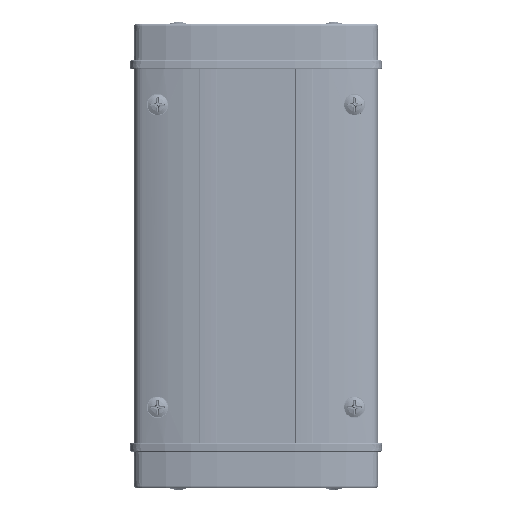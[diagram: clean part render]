
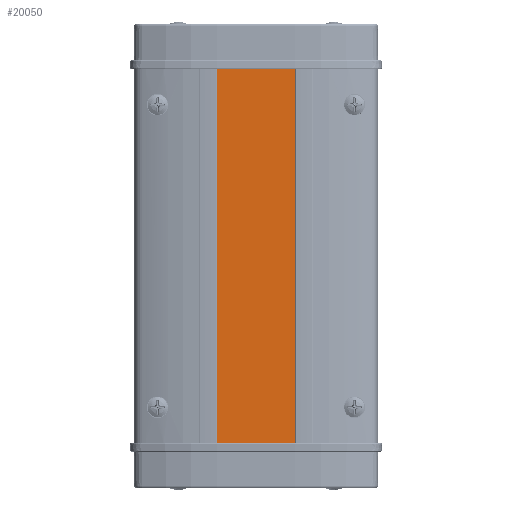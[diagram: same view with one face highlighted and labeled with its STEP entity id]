
A CAD part, left-side view. The second image highlights one B-rep face of the part: STEP entity #20050.
In plain terms, the highlighted planar face has unit normal (-1, 0, 0).
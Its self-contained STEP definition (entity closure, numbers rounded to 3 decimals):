
#748=PLANE('',#21353);
#1509=LINE('',#29129,#3057);
#1753=LINE('',#29684,#3301);
#1923=LINE('',#30060,#3471);
#1925=LINE('',#30065,#3473);
#3057=VECTOR('',#23139,10.);
#3301=VECTOR('',#23457,10.);
#3471=VECTOR('',#23985,10.);
#3473=VECTOR('',#23993,10.);
#4738=FACE_OUTER_BOUND('',#5818,.T.);
#5818=EDGE_LOOP('',(#14561,#14562,#14563,#14564));
#8348=VERTEX_POINT('',#29126);
#8349=VERTEX_POINT('',#29128);
#8622=VERTEX_POINT('',#29681);
#8623=VERTEX_POINT('',#29683);
#10406=EDGE_CURVE('',#8349,#8348,#1509,.T.);
#10686=EDGE_CURVE('',#8623,#8622,#1753,.T.);
#10875=EDGE_CURVE('',#8623,#8348,#1923,.T.);
#10877=EDGE_CURVE('',#8622,#8349,#1925,.T.);
#14561=ORIENTED_EDGE('',*,*,#10406,.T.);
#14562=ORIENTED_EDGE('',*,*,#10875,.F.);
#14563=ORIENTED_EDGE('',*,*,#10686,.T.);
#14564=ORIENTED_EDGE('',*,*,#10877,.T.);
#20050=ADVANCED_FACE('',(#4738),#748,.T.);
#21353=AXIS2_PLACEMENT_3D('',#30066,#23994,#23995);
#23139=DIRECTION('',(0.,1.,0.));
#23457=DIRECTION('',(0.,-1.,0.));
#23985=DIRECTION('',(0.,0.,1.));
#23993=DIRECTION('',(0.,0.,1.));
#23994=DIRECTION('center_axis',(-1.,0.,0.));
#23995=DIRECTION('ref_axis',(0.,0.,1.));
#29126=CARTESIAN_POINT('',(2.,15.625,74.2));
#29128=CARTESIAN_POINT('',(2.,-15.625,74.2));
#29129=CARTESIAN_POINT('',(2.,-32.025,74.2));
#29681=CARTESIAN_POINT('',(2.,-15.625,-74.2));
#29683=CARTESIAN_POINT('',(2.,15.625,-74.2));
#29684=CARTESIAN_POINT('',(2.,16.4,-74.2));
#30060=CARTESIAN_POINT('',(2.,15.625,0.));
#30065=CARTESIAN_POINT('',(2.,-15.625,0.));
#30066=CARTESIAN_POINT('Origin',(2.,-15.625,0.));
